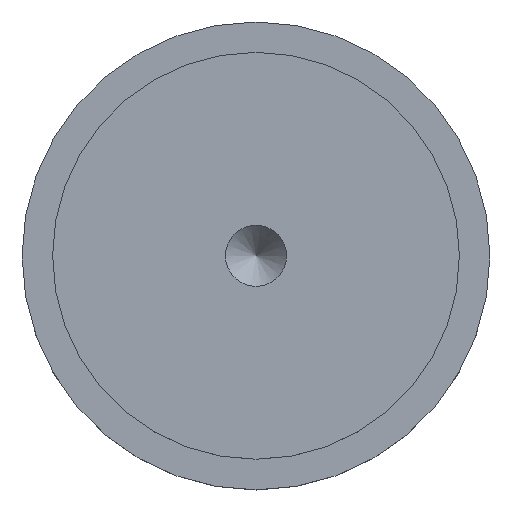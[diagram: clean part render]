
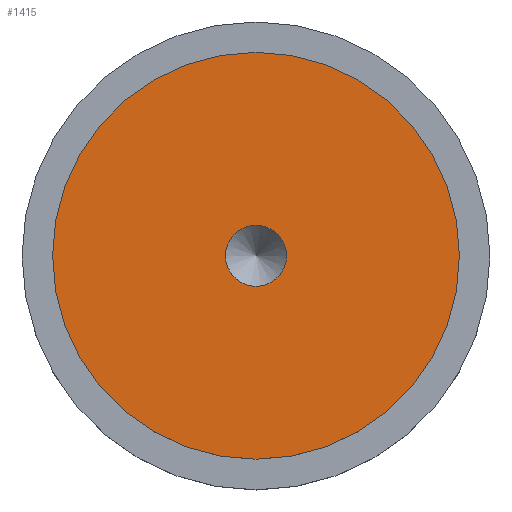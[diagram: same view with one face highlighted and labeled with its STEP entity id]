
A CAD part, top view. The second image highlights one B-rep face of the part: STEP entity #1415.
In plain terms, the highlighted planar face has unit normal (0, 0, 1).
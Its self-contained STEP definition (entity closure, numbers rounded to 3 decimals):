
#18=FACE_BOUND('',#323,.T.);
#21=PLANE('',#1448);
#217=FACE_OUTER_BOUND('',#322,.T.);
#322=EDGE_LOOP('',(#1275));
#323=EDGE_LOOP('',(#1276));
#335=CIRCLE('',#1449,10.);
#336=CIRCLE('',#1450,1.5);
#693=VERTEX_POINT('',#5410);
#694=VERTEX_POINT('',#5412);
#893=EDGE_CURVE('',#693,#693,#335,.T.);
#894=EDGE_CURVE('',#694,#694,#336,.T.);
#1275=ORIENTED_EDGE('',*,*,#893,.T.);
#1276=ORIENTED_EDGE('',*,*,#894,.F.);
#1415=ADVANCED_FACE('',(#217,#18),#21,.F.);
#1448=AXIS2_PLACEMENT_3D('',#5409,#1545,#1546);
#1449=AXIS2_PLACEMENT_3D('',#5411,#1547,#1548);
#1450=AXIS2_PLACEMENT_3D('',#5413,#1549,#1550);
#1545=DIRECTION('center_axis',(0.,0.,-1.));
#1546=DIRECTION('ref_axis',(-1.,0.,0.));
#1547=DIRECTION('center_axis',(0.,0.,1.));
#1548=DIRECTION('ref_axis',(1.,0.,0.));
#1549=DIRECTION('center_axis',(0.,0.,1.));
#1550=DIRECTION('ref_axis',(-1.,0.,0.));
#5409=CARTESIAN_POINT('Origin',(-426.,-158.,24.));
#5410=CARTESIAN_POINT('',(-441.,-158.,24.));
#5411=CARTESIAN_POINT('Origin',(-431.,-158.,24.));
#5412=CARTESIAN_POINT('',(-432.5,-158.,24.));
#5413=CARTESIAN_POINT('Origin',(-431.,-158.,24.));
